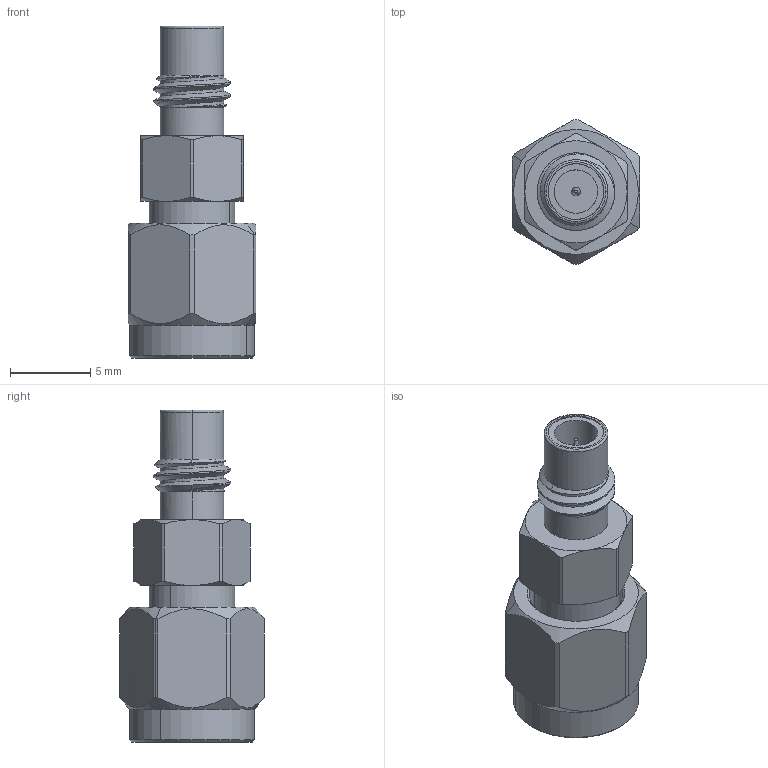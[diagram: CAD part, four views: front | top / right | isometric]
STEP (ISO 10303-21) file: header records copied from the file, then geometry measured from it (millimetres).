
FILE_DESCRIPTION (( 'STEP AP214' ), '1' );
FILE_NAME ('SM2072_3D.step', '2025-09-19T18:39:24', ( '' ), ( '' ), 'SwSTEP 2.0', 'SolidWorks 2025', '' );
FILE_SCHEMA (( 'AUTOMOTIVE_DESIGN' ));
Length unit declared in the file: inch
Products named in the file (1): SM2072_3D
Bounding box: 7.94 x 8.99 x 20.62 mm (x, y, z)
Volume: 566.8 mm3; surface area: 823.1 mm2
Topology: 1 solids, 1 shells, 121 faces, 289 edges, 181 vertices
Faces by surface type: cylinder 53, cone 33, plane 25, bspline 10
Entity records: 6506 total; most frequent: CARTESIAN_POINT 3902, ORIENTED_EDGE 578, DIRECTION 487, EDGE_CURVE 289, AXIS2_PLACEMENT_3D 203, VERTEX_POINT 181, EDGE_LOOP 132, FACE_OUTER_BOUND 121
